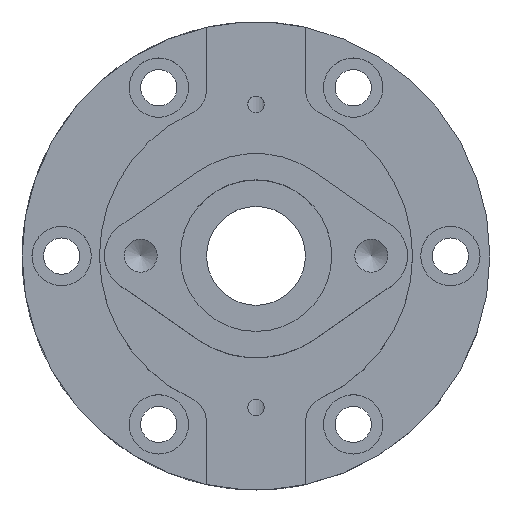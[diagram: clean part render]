
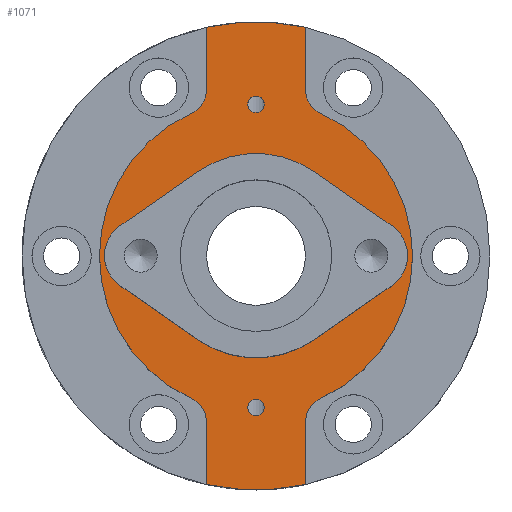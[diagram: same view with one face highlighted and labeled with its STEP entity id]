
A CAD part, top view. The second image highlights one B-rep face of the part: STEP entity #1071.
In plain terms, the highlighted planar face has unit normal (0, 0, 1).
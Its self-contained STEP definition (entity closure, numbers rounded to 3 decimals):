
#22=LINE('',#1934,#62);
#26=LINE('',#1946,#66);
#30=LINE('',#1958,#70);
#33=LINE('',#1967,#73);
#39=LINE('',#1999,#79);
#45=LINE('',#2016,#85);
#48=LINE('',#2028,#88);
#53=LINE('',#2043,#93);
#62=VECTOR('',#1418,28.723);
#66=VECTOR('',#1430,28.723);
#70=VECTOR('',#1442,28.723);
#73=VECTOR('',#1453,28.723);
#79=VECTOR('',#1483,18.888);
#85=VECTOR('',#1503,18.888);
#88=VECTOR('',#1516,18.888);
#93=VECTOR('',#1535,18.888);
#215=FACE_BOUND('',#401,.T.);
#216=FACE_BOUND('',#402,.T.);
#217=FACE_BOUND('',#403,.T.);
#218=FACE_BOUND('',#404,.T.);
#401=EDGE_LOOP('',(#929));
#402=EDGE_LOOP('',(#930));
#403=EDGE_LOOP('',(#931,#932,#933,#934,#935,#936,#937,#938));
#404=EDGE_LOOP('',(#939,#940,#941,#942,#943,#944,#945,#946,#947,#948,#949,
#950));
#429=CIRCLE('',#1118,2.5);
#438=CIRCLE('',#1135,2.5);
#455=CIRCLE('',#1169,31.);
#457=CIRCLE('',#1173,11.);
#459=CIRCLE('',#1177,31.);
#461=CIRCLE('',#1181,11.);
#470=CIRCLE('',#1196,8.);
#471=CIRCLE('',#1198,47.5);
#472=CIRCLE('',#1200,8.);
#473=CIRCLE('',#1203,71.);
#474=CIRCLE('',#1204,71.);
#476=CIRCLE('',#1208,8.);
#477=CIRCLE('',#1210,47.5);
#478=CIRCLE('',#1212,8.);
#504=VERTEX_POINT('',#1643);
#520=VERTEX_POINT('',#1814);
#540=VERTEX_POINT('',#1924);
#541=VERTEX_POINT('',#1926);
#543=VERTEX_POINT('',#1932);
#545=VERTEX_POINT('',#1938);
#547=VERTEX_POINT('',#1944);
#549=VERTEX_POINT('',#1950);
#551=VERTEX_POINT('',#1956);
#553=VERTEX_POINT('',#1962);
#566=VERTEX_POINT('',#1996);
#567=VERTEX_POINT('',#1998);
#568=VERTEX_POINT('',#2002);
#569=VERTEX_POINT('',#2006);
#570=VERTEX_POINT('',#2010);
#571=VERTEX_POINT('',#2014);
#572=VERTEX_POINT('',#2018);
#573=VERTEX_POINT('',#2021);
#575=VERTEX_POINT('',#2027);
#576=VERTEX_POINT('',#2031);
#577=VERTEX_POINT('',#2035);
#578=VERTEX_POINT('',#2039);
#604=EDGE_CURVE('',#504,#504,#429,.T.);
#622=EDGE_CURVE('',#520,#520,#438,.T.);
#644=EDGE_CURVE('',#541,#540,#455,.T.);
#648=EDGE_CURVE('',#540,#543,#22,.T.);
#651=EDGE_CURVE('',#543,#545,#457,.T.);
#654=EDGE_CURVE('',#545,#547,#26,.T.);
#657=EDGE_CURVE('',#547,#549,#459,.T.);
#660=EDGE_CURVE('',#549,#551,#30,.T.);
#663=EDGE_CURVE('',#551,#553,#461,.T.);
#665=EDGE_CURVE('',#553,#541,#33,.T.);
#679=EDGE_CURVE('',#566,#567,#39,.T.);
#682=EDGE_CURVE('',#568,#566,#470,.T.);
#684=EDGE_CURVE('',#569,#568,#471,.T.);
#686=EDGE_CURVE('',#570,#569,#472,.T.);
#688=EDGE_CURVE('',#571,#570,#45,.T.);
#689=EDGE_CURVE('',#567,#572,#473,.T.);
#692=EDGE_CURVE('',#573,#571,#474,.T.);
#694=EDGE_CURVE('',#572,#575,#48,.T.);
#696=EDGE_CURVE('',#575,#576,#476,.T.);
#698=EDGE_CURVE('',#576,#577,#477,.T.);
#700=EDGE_CURVE('',#577,#578,#478,.T.);
#702=EDGE_CURVE('',#578,#573,#53,.T.);
#929=ORIENTED_EDGE('',*,*,#604,.T.);
#930=ORIENTED_EDGE('',*,*,#622,.T.);
#931=ORIENTED_EDGE('',*,*,#644,.T.);
#932=ORIENTED_EDGE('',*,*,#648,.T.);
#933=ORIENTED_EDGE('',*,*,#651,.T.);
#934=ORIENTED_EDGE('',*,*,#654,.T.);
#935=ORIENTED_EDGE('',*,*,#657,.T.);
#936=ORIENTED_EDGE('',*,*,#660,.T.);
#937=ORIENTED_EDGE('',*,*,#663,.T.);
#938=ORIENTED_EDGE('',*,*,#665,.T.);
#939=ORIENTED_EDGE('',*,*,#688,.F.);
#940=ORIENTED_EDGE('',*,*,#692,.F.);
#941=ORIENTED_EDGE('',*,*,#702,.F.);
#942=ORIENTED_EDGE('',*,*,#700,.F.);
#943=ORIENTED_EDGE('',*,*,#698,.F.);
#944=ORIENTED_EDGE('',*,*,#696,.F.);
#945=ORIENTED_EDGE('',*,*,#694,.F.);
#946=ORIENTED_EDGE('',*,*,#689,.F.);
#947=ORIENTED_EDGE('',*,*,#679,.F.);
#948=ORIENTED_EDGE('',*,*,#682,.F.);
#949=ORIENTED_EDGE('',*,*,#684,.F.);
#950=ORIENTED_EDGE('',*,*,#686,.F.);
#975=PLANE('',#1215);
#1071=ADVANCED_FACE('',(#215,#216,#217,#218),#975,.T.);
#1118=AXIS2_PLACEMENT_3D('',#1644,#1304,#1305);
#1135=AXIS2_PLACEMENT_3D('',#1815,#1341,#1342);
#1169=AXIS2_PLACEMENT_3D('',#1927,#1411,#1412);
#1173=AXIS2_PLACEMENT_3D('',#1940,#1424,#1425);
#1177=AXIS2_PLACEMENT_3D('',#1952,#1436,#1437);
#1181=AXIS2_PLACEMENT_3D('',#1964,#1448,#1449);
#1196=AXIS2_PLACEMENT_3D('',#2004,#1488,#1489);
#1198=AXIS2_PLACEMENT_3D('',#2008,#1493,#1494);
#1200=AXIS2_PLACEMENT_3D('',#2012,#1498,#1499);
#1203=AXIS2_PLACEMENT_3D('',#2019,#1506,#1507);
#1204=AXIS2_PLACEMENT_3D('',#2023,#1510,#1511);
#1208=AXIS2_PLACEMENT_3D('',#2032,#1520,#1521);
#1210=AXIS2_PLACEMENT_3D('',#2036,#1525,#1526);
#1212=AXIS2_PLACEMENT_3D('',#2040,#1530,#1531);
#1215=AXIS2_PLACEMENT_3D('',#2045,#1538,#1539);
#1304=DIRECTION('center_axis',(0.,0.,-1.));
#1305=DIRECTION('ref_axis',(1.,0.,0.));
#1341=DIRECTION('center_axis',(0.,0.,-1.));
#1342=DIRECTION('ref_axis',(1.,0.,0.));
#1411=DIRECTION('center_axis',(0.,0.,-1.));
#1412=DIRECTION('ref_axis',(-0.571,-0.821,0.));
#1418=DIRECTION('',(0.821,-0.571,0.));
#1424=DIRECTION('center_axis',(0.,0.,-1.));
#1425=DIRECTION('ref_axis',(-0.571,0.821,0.));
#1430=DIRECTION('',(-0.821,-0.571,0.));
#1436=DIRECTION('center_axis',(0.,0.,-1.));
#1437=DIRECTION('ref_axis',(0.571,0.821,0.));
#1442=DIRECTION('',(-0.821,0.571,0.));
#1448=DIRECTION('center_axis',(0.,0.,-1.));
#1449=DIRECTION('ref_axis',(0.571,-0.821,0.));
#1453=DIRECTION('',(0.821,0.571,0.));
#1483=DIRECTION('',(0.,1.,0.));
#1488=DIRECTION('center_axis',(0.,0.,1.));
#1489=DIRECTION('ref_axis',(-0.414,0.91,0.));
#1493=DIRECTION('center_axis',(0.,0.,-1.));
#1494=DIRECTION('ref_axis',(-0.414,0.91,0.));
#1498=DIRECTION('center_axis',(0.,0.,1.));
#1499=DIRECTION('ref_axis',(-1.,0.,0.));
#1503=DIRECTION('',(0.,1.,0.));
#1506=DIRECTION('center_axis',(0.,0.,-1.));
#1507=DIRECTION('ref_axis',(0.211,0.977,0.));
#1510=DIRECTION('center_axis',(0.,0.,-1.));
#1511=DIRECTION('ref_axis',(-0.211,-0.977,0.));
#1516=DIRECTION('',(0.,-1.,0.));
#1520=DIRECTION('center_axis',(0.,0.,1.));
#1521=DIRECTION('ref_axis',(1.,0.,0.));
#1525=DIRECTION('center_axis',(0.,0.,-1.));
#1526=DIRECTION('ref_axis',(0.414,-0.91,0.));
#1530=DIRECTION('center_axis',(0.,0.,1.));
#1531=DIRECTION('ref_axis',(0.414,-0.91,0.));
#1535=DIRECTION('',(0.,-1.,0.));
#1538=DIRECTION('center_axis',(0.,0.,1.));
#1539=DIRECTION('ref_axis',(1.,0.,0.));
#1643=CARTESIAN_POINT('',(2.5,46.,41.));
#1644=CARTESIAN_POINT('Origin',(0.,46.,41.));
#1814=CARTESIAN_POINT('',(2.5,-46.,41.));
#1815=CARTESIAN_POINT('Origin',(0.,-46.,41.));
#1924=CARTESIAN_POINT('',(17.714,25.44,41.));
#1926=CARTESIAN_POINT('',(-17.714,25.44,41.));
#1927=CARTESIAN_POINT('Origin',(0.,0.,41.));
#1932=CARTESIAN_POINT('',(41.286,9.027,41.));
#1934=CARTESIAN_POINT('',(17.714,25.44,41.));
#1938=CARTESIAN_POINT('',(41.286,-9.027,41.));
#1940=CARTESIAN_POINT('Origin',(35.,0.,41.));
#1944=CARTESIAN_POINT('',(17.714,-25.44,41.));
#1946=CARTESIAN_POINT('',(29.5,-17.234,41.));
#1950=CARTESIAN_POINT('',(-17.714,-25.44,41.));
#1952=CARTESIAN_POINT('Origin',(0.,0.,41.));
#1956=CARTESIAN_POINT('',(-41.286,-9.027,41.));
#1958=CARTESIAN_POINT('',(-17.714,-25.44,41.));
#1962=CARTESIAN_POINT('',(-41.286,9.027,41.));
#1964=CARTESIAN_POINT('Origin',(-35.,0.,41.));
#1967=CARTESIAN_POINT('',(-29.5,17.234,41.));
#1996=CARTESIAN_POINT('',(-15.,50.51,41.));
#1998=CARTESIAN_POINT('',(-15.,69.397,41.));
#1999=CARTESIAN_POINT('',(-15.,69.397,41.));
#2002=CARTESIAN_POINT('',(-19.685,43.229,41.));
#2004=CARTESIAN_POINT('Origin',(-23.,50.51,41.));
#2006=CARTESIAN_POINT('',(-19.685,-43.229,41.));
#2008=CARTESIAN_POINT('Origin',(0.,0.,41.));
#2010=CARTESIAN_POINT('',(-15.,-50.51,41.));
#2012=CARTESIAN_POINT('Origin',(-23.,-50.51,41.));
#2014=CARTESIAN_POINT('',(-15.,-69.397,41.));
#2016=CARTESIAN_POINT('',(-15.,-50.51,41.));
#2018=CARTESIAN_POINT('',(15.,69.397,41.));
#2019=CARTESIAN_POINT('Origin',(0.,0.,41.));
#2021=CARTESIAN_POINT('',(15.,-69.397,41.));
#2023=CARTESIAN_POINT('Origin',(0.,0.,41.));
#2027=CARTESIAN_POINT('',(15.,50.51,41.));
#2028=CARTESIAN_POINT('',(15.,50.51,41.));
#2031=CARTESIAN_POINT('',(19.685,43.229,41.));
#2032=CARTESIAN_POINT('Origin',(23.,50.51,41.));
#2035=CARTESIAN_POINT('',(19.685,-43.229,41.));
#2036=CARTESIAN_POINT('Origin',(0.,0.,41.));
#2039=CARTESIAN_POINT('',(15.,-50.51,41.));
#2040=CARTESIAN_POINT('Origin',(23.,-50.51,41.));
#2043=CARTESIAN_POINT('',(15.,-69.397,41.));
#2045=CARTESIAN_POINT('Origin',(0.,0.,
41.));
